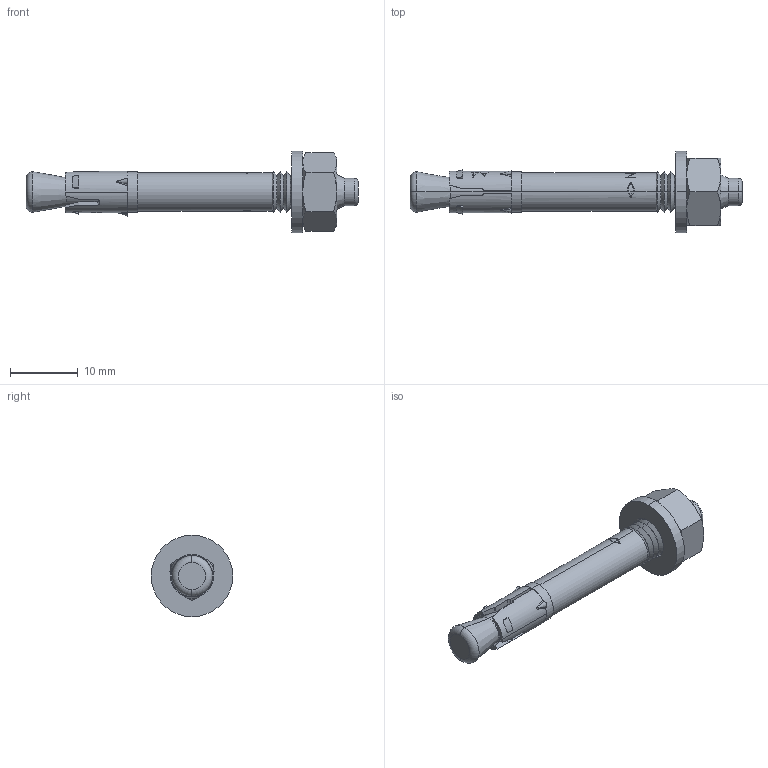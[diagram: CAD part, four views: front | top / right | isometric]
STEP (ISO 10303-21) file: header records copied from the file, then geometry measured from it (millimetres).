
FILE_DESCRIPTION (( 'STEP AP214' ), '1' );
FILE_NAME ('3498396.STEP', '2019-12-12T12:19:01', ( '' ), ( '' ), 'SwSTEP 2.0', 'SolidWorks 2018', '' );
FILE_SCHEMA (( 'AUTOMOTIVE_DESIGN' ));
Length unit declared in the file: millimetre
Products named in the file (6): MKT N 6 5-10x49 verzinkt(2)^P_0000013646_1; Spreizblech_N_M06^MKT N 6 5-10x49 verzinkt(2)_P_0000013646_1; Mutter_N_M06^MKT N 6 5-10x49 verzinkt(2)_P_0000013646_1; 3498396; Scheibe_N_M06^MKT N 6 5-10x49 verzinkt(2)_P_0000013646_1; Bolzen_N_N 6 5-10x49 verz^MKT N 6 5-10x49 verzinkt(2)_P_0000013646_1
Assembly tree (5 placements, depth 3):
  3498396
    MKT N 6 5-10x49 verzinkt(2)^P_0000013646_1
      Bolzen_N_N 6 5-10x49 verz^MKT N 6 5-10x49 verzinkt(2)_P_0000013646_1
      Mutter_N_M06^MKT N 6 5-10x49 verzinkt(2)_P_0000013646_1
      Scheibe_N_M06^MKT N 6 5-10x49 verzinkt(2)_P_0000013646_1
      Spreizblech_N_M06^MKT N 6 5-10x49 verzinkt(2)_P_0000013646_1
Bounding box: 49 x 12 x 12 mm (x, y, z)
Volume: 1617.9 mm3; surface area: 1942.9 mm2
Topology: 4 solids, 4 shells, 333 faces, 830 edges, 527 vertices
Faces by surface type: plane 102, cone 87, bspline 81, cylinder 55, torus 8
Entity records: 14844 total; most frequent: CARTESIAN_POINT 7497, ORIENTED_EDGE 1660, DIRECTION 1201, EDGE_CURVE 830, VERTEX_POINT 527, AXIS2_PLACEMENT_3D 470, EDGE_LOOP 359, B_SPLINE_CURVE_WITH_KNOTS 348
